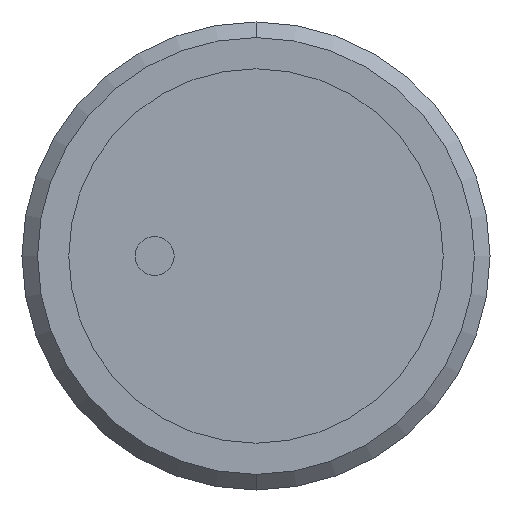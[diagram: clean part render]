
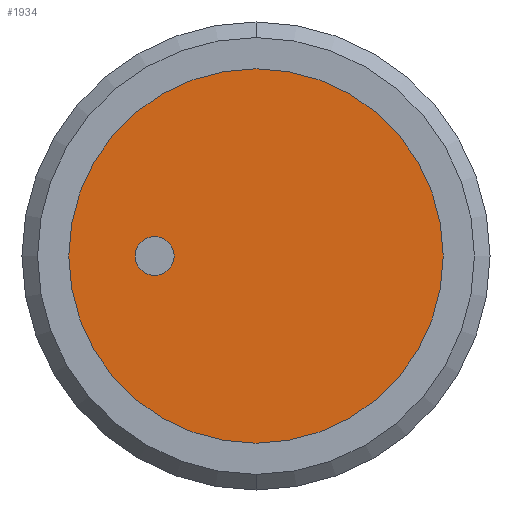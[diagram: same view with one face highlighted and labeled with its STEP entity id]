
A CAD part, front view. The second image highlights one B-rep face of the part: STEP entity #1934.
In plain terms, the highlighted planar face has unit normal (0, -1, 0).
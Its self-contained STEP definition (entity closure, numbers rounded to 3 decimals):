
#192 = AXIS2_PLACEMENT_3D ( 'NONE', #2428, #2420, #2241 ) ;
#239 = AXIS2_PLACEMENT_3D ( 'NONE', #2442, #2441, #2440 ) ;
#240 = AXIS2_PLACEMENT_3D ( 'NONE', #2447, #2446, #2445 ) ;
#254 = AXIS2_PLACEMENT_3D ( 'NONE', #766, #765, #763 ) ;
#280 = AXIS2_PLACEMENT_3D ( 'NONE', #888, #887, #886 ) ;
#375 = EDGE_CURVE ( 'NONE', #1889, #1897, #1449, .T. ) ;
#413 = EDGE_CURVE ( 'NONE', #1884, #1856, #1386, .T. ) ;
#461 = EDGE_CURVE ( 'NONE', #1897, #1889, #1265, .T. ) ;
#462 = EDGE_CURVE ( 'NONE', #1856, #1884, #1263, .T. ) ;
#763 = DIRECTION ( 'NONE',  ( 0., 0., 1. ) ) ;
#765 = DIRECTION ( 'NONE',  ( 0., -1., 0. ) ) ;
#766 = CARTESIAN_POINT ( 'NONE',  ( 0., 0., 0. ) ) ;
#886 = DIRECTION ( 'NONE',  ( 0., 0., -1. ) ) ;
#887 = DIRECTION ( 'NONE',  ( 0., -1., 0. ) ) ;
#888 = CARTESIAN_POINT ( 'NONE',  ( -6.5, 0., 0. ) ) ;
#1164 = FACE_BOUND ( 'NONE', #1763, .T. ) ;
#1168 = FACE_OUTER_BOUND ( 'NONE', #1760, .T. ) ;
#1263 = CIRCLE ( 'NONE', #239, 13.7 ) ;
#1265 = CIRCLE ( 'NONE', #240, 1.25 ) ;
#1386 = CIRCLE ( 'NONE', #254, 13.7 ) ;
#1449 = CIRCLE ( 'NONE', #280, 1.25 ) ;
#1688 = ORIENTED_EDGE ( 'NONE', *, *, #413, .T. ) ;
#1689 = ORIENTED_EDGE ( 'NONE', *, *, #462, .T. ) ;
#1690 = ORIENTED_EDGE ( 'NONE', *, *, #375, .F. ) ;
#1691 = ORIENTED_EDGE ( 'NONE', *, *, #461, .F. ) ;
#1760 = EDGE_LOOP ( 'NONE', ( #1689, #1688 ) ) ;
#1763 = EDGE_LOOP ( 'NONE', ( #1691, #1690 ) ) ;
#1856 = VERTEX_POINT ( 'NONE', #2079 ) ;
#1884 = VERTEX_POINT ( 'NONE', #2062 ) ;
#1889 = VERTEX_POINT ( 'NONE', #2048 ) ;
#1897 = VERTEX_POINT ( 'NONE', #2038 ) ;
#1934 = ADVANCED_FACE ( 'NONE', ( #1164, #1168 ), #2220, .F. ) ;
#2038 = CARTESIAN_POINT ( 'NONE',  ( -6.5, 0., -1.25 ) ) ;
#2048 = CARTESIAN_POINT ( 'NONE',  ( -6.5, 0., 1.25 ) ) ;
#2062 = CARTESIAN_POINT ( 'NONE',  ( 0., 0., -13.7 ) ) ;
#2079 = CARTESIAN_POINT ( 'NONE',  ( 0., 0., 13.7 ) ) ;
#2220 = PLANE ( 'NONE',  #192 ) ;
#2241 = DIRECTION ( 'NONE',  ( 0., 0., 1. ) ) ;
#2420 = DIRECTION ( 'NONE',  ( 0., 1., 0. ) ) ;
#2428 = CARTESIAN_POINT ( 'NONE',  ( 0., 0., 0. ) ) ;
#2440 = DIRECTION ( 'NONE',  ( 0., 0., 1. ) ) ;
#2441 = DIRECTION ( 'NONE',  ( 0., -1., 0. ) ) ;
#2442 = CARTESIAN_POINT ( 'NONE',  ( 0., 0., 0. ) ) ;
#2445 = DIRECTION ( 'NONE',  ( 0., 0., -1. ) ) ;
#2446 = DIRECTION ( 'NONE',  ( 0., -1., 0. ) ) ;
#2447 = CARTESIAN_POINT ( 'NONE',  ( -6.5, 0., 0. ) ) ;
